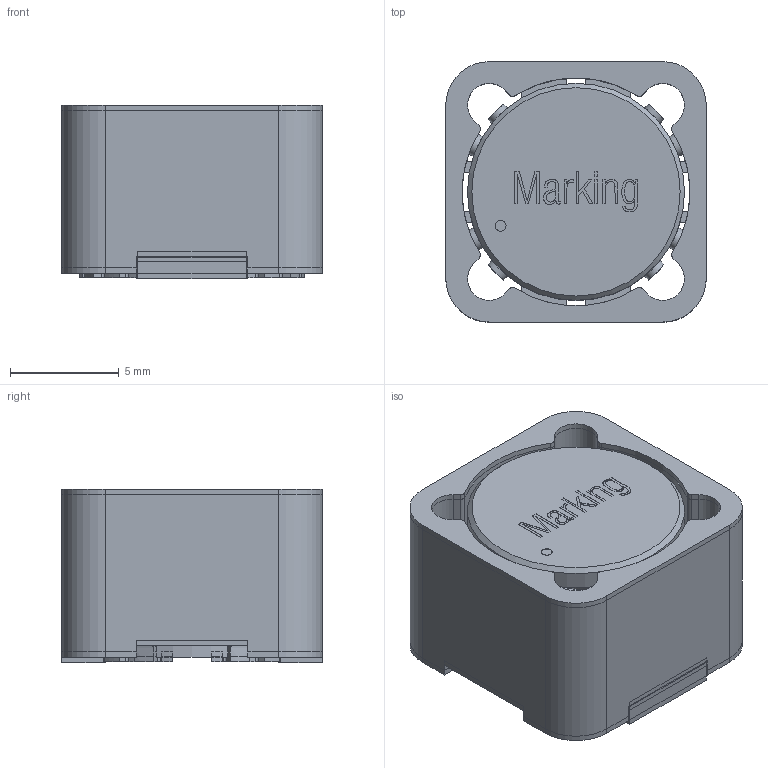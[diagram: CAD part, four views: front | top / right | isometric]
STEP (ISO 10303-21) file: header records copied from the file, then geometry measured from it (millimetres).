
FILE_DESCRIPTION( ( 'Unknown' ), '1' );
FILE_NAME( '7427929xx.stp', 'Unknown', ( 'Unknown' ), ( 'Unknown' ), 'PSStep 13.0', 'Unknown', ' ' );
FILE_SCHEMA( ( 'AUTOMOTIVE_DESIGN { 1 0 10303 214 1 1 1 1 }' ) );
Length unit declared in the file: millimetre
Products named in the file (7): Assem1; Schale; Kern; Pin
Bounding box: 12 x 12 x 8 mm (x, y, z)
Surface area: 3389 mm2
Topology: 12 solids, 12 shells, 544 faces, 1530 edges, 1024 vertices
Faces by surface type: plane 322, cylinder 168, bspline 28, extrusion 24, cone 2
Full cylindrical faces by diameter (mm): 0.5 x2, 5.75 x2, 10 x4
Entity records: 13842 total; most frequent: CARTESIAN_POINT 4974, ORIENTED_EDGE 1458, DIRECTION 1218, EDGE_CURVE 729, VERTEX_POINT 498, AXIS2_PLACEMENT_3D 406, VECTOR 406, LINE 394
